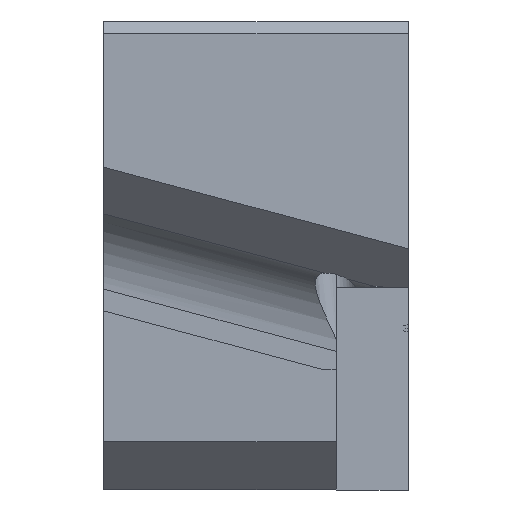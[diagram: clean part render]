
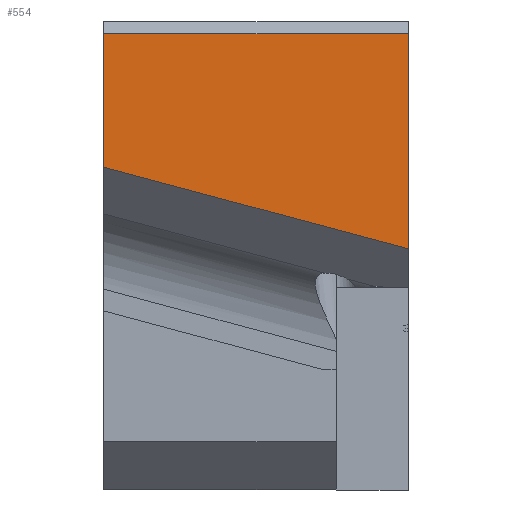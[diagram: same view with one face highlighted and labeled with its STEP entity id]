
A CAD part, left-side view. The second image highlights one B-rep face of the part: STEP entity #554.
In plain terms, the highlighted planar face has unit normal (-1, 0, 0).
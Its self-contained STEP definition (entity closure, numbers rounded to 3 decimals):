
#95 = DIRECTION ( 'NONE',  ( 0., 0., -1. ) ) ;
#233 = CARTESIAN_POINT ( 'NONE',  ( -110., 12.7, -0.5 ) ) ;
#396 = CARTESIAN_POINT ( 'NONE',  ( -110., 12.7, -6.048 ) ) ;
#452 = ORIENTED_EDGE ( 'NONE', *, *, #2445, .T. ) ;
#554 = ADVANCED_FACE ( 'NONE', ( #1546 ), #581, .F. ) ;
#568 = DIRECTION ( 'NONE',  ( 0., 0., -1. ) ) ;
#578 = DIRECTION ( 'NONE',  ( 1., 0., 0. ) ) ;
#581 = PLANE ( 'NONE',  #597 ) ;
#597 = AXIS2_PLACEMENT_3D ( 'NONE', #740, #578, #568 ) ;
#698 = VECTOR ( 'NONE', #2442, 1000. ) ;
#740 = CARTESIAN_POINT ( 'NONE',  ( -110., 0., 0. ) ) ;
#802 = VERTEX_POINT ( 'NONE', #2389 ) ;
#819 = LINE ( 'NONE', #1146, #1279 ) ;
#959 = CARTESIAN_POINT ( 'NONE',  ( -110., 2.363, -8.818 ) ) ;
#994 = ORIENTED_EDGE ( 'NONE', *, *, #2455, .T. ) ;
#1021 = EDGE_LOOP ( 'NONE', ( #2412, #452, #994, #1942 ) ) ;
#1146 = CARTESIAN_POINT ( 'NONE',  ( -110., 12.7, 0. ) ) ;
#1222 = LINE ( 'NONE', #959, #698 ) ;
#1279 = VECTOR ( 'NONE', #95, 1000. ) ;
#1492 = CARTESIAN_POINT ( 'NONE',  ( -110., 0., -0.5 ) ) ;
#1496 = LINE ( 'NONE', #2452, #2487 ) ;
#1528 = VERTEX_POINT ( 'NONE', #396 ) ;
#1546 = FACE_OUTER_BOUND ( 'NONE', #1021, .T. ) ;
#1658 = VERTEX_POINT ( 'NONE', #2505 ) ;
#1664 = DIRECTION ( 'NONE',  ( 0., 1., 0. ) ) ;
#1762 = EDGE_CURVE ( 'NONE', #802, #1658, #1496, .T. ) ;
#1942 = ORIENTED_EDGE ( 'NONE', *, *, #2477, .T. ) ;
#2245 = VERTEX_POINT ( 'NONE', #233 ) ;
#2289 = VECTOR ( 'NONE', #1664, 1000. ) ;
#2361 = LINE ( 'NONE', #1492, #2289 ) ;
#2389 = CARTESIAN_POINT ( 'NONE',  ( -110., 0., -9.451 ) ) ;
#2412 = ORIENTED_EDGE ( 'NONE', *, *, #1762, .T. ) ;
#2442 = DIRECTION ( 'NONE',  ( 0., -0.966, -0.259 ) ) ;
#2445 = EDGE_CURVE ( 'NONE', #1658, #2245, #2361, .T. ) ;
#2452 = CARTESIAN_POINT ( 'NONE',  ( -110., 0., 0. ) ) ;
#2455 = EDGE_CURVE ( 'NONE', #2245, #1528, #819, .T. ) ;
#2477 = EDGE_CURVE ( 'NONE', #1528, #802, #1222, .T. ) ;
#2487 = VECTOR ( 'NONE', #2508, 1000. ) ;
#2505 = CARTESIAN_POINT ( 'NONE',  ( -110., 0., -0.5 ) ) ;
#2508 = DIRECTION ( 'NONE',  ( 0., 0., 1. ) ) ;
